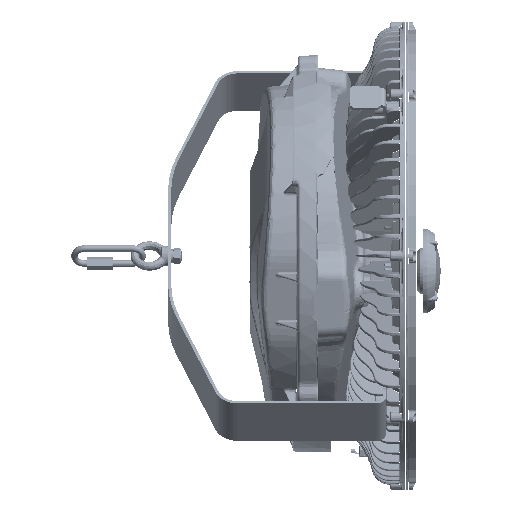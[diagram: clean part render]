
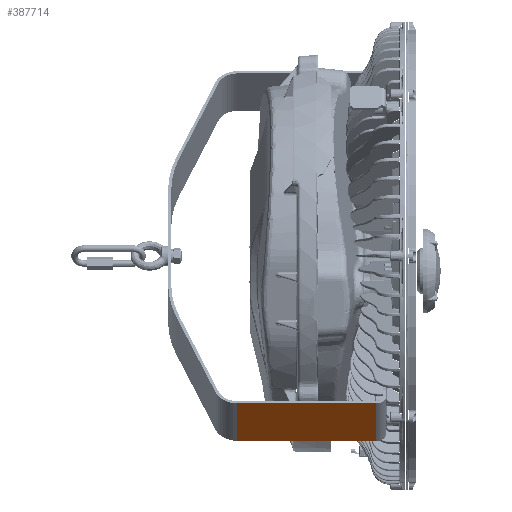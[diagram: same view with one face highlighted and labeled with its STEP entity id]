
A CAD part, left-side view. The second image highlights one B-rep face of the part: STEP entity #387714.
In plain terms, the highlighted planar face has unit normal (-0.707, 0, -0.707).
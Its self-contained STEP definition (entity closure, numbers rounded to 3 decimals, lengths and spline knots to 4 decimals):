
#386812=DIRECTION('',(0.,1.,0.));
#386813=VECTOR('',#386812,5.25);
#386814=CARTESIAN_POINT('',(-5.5635,0.868,-6.9777));
#386815=LINE('',#386814,#386813);
#387010=DIRECTION('',(0.,1.,0.));
#387011=VECTOR('',#387010,5.25);
#387012=CARTESIAN_POINT('',(-6.9777,0.868,-5.5635));
#387013=LINE('',#387012,#387011);
#387103=DIRECTION('',(0.707,0.,-0.707));
#387104=VECTOR('',#387103,2.);
#387105=CARTESIAN_POINT('',(-6.9777,0.868,-5.5635));
#387106=LINE('',#387105,#387104);
#387107=DIRECTION('',(0.707,0.,-0.707));
#387108=VECTOR('',#387107,2.);
#387109=CARTESIAN_POINT('',(-6.9777,6.118,-5.5635));
#387110=LINE('',#387109,#387108);
#387184=CARTESIAN_POINT('',(-6.9777,0.868,-5.5635));
#387186=VERTEX_POINT('',#387184);
#387187=CARTESIAN_POINT('',(-6.9777,6.118,-5.5635));
#387188=VERTEX_POINT('',#387187);
#387196=CARTESIAN_POINT('',(-5.5635,0.868,-6.9777));
#387198=VERTEX_POINT('',#387196);
#387199=CARTESIAN_POINT('',(-5.5635,6.118,-6.9777));
#387200=VERTEX_POINT('',#387199);
#387702=CARTESIAN_POINT('',(-6.9777,0.868,-5.5635));
#387703=DIRECTION('',(-0.707,0.,-0.707));
#387704=DIRECTION('',(0.,1.,0.));
#387705=AXIS2_PLACEMENT_3D('',#387702,#387703,#387704);
#387706=PLANE('',#387705);
#387707=ORIENTED_EDGE('',*,*,#387524,.F.);
#387708=ORIENTED_EDGE('',*,*,#387697,.T.);
#387709=ORIENTED_EDGE('',*,*,#387378,.T.);
#387711=ORIENTED_EDGE('',*,*,#387710,.F.);
#387712=EDGE_LOOP('',(#387707,#387708,#387709,#387711));
#387713=FACE_OUTER_BOUND('',#387712,.F.);
#387714=ADVANCED_FACE('',(#387713),#387706,.T.);
#387378=EDGE_CURVE('',#387198,#387200,#386815,.T.);
#387524=EDGE_CURVE('',#387186,#387188,#387013,.T.);
#387697=EDGE_CURVE('',#387186,#387198,#387106,.T.);
#387710=EDGE_CURVE('',#387188,#387200,#387110,.T.);
